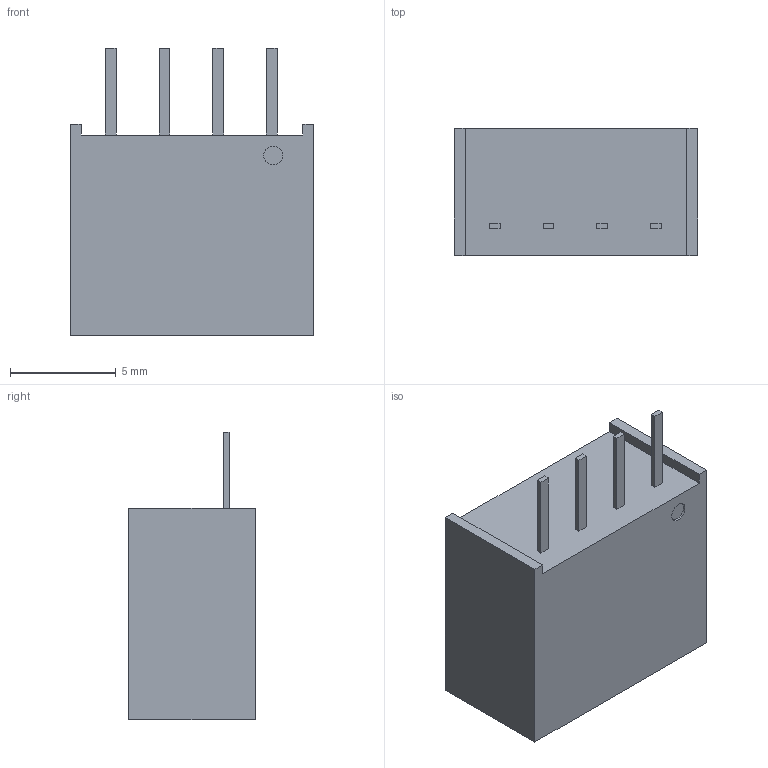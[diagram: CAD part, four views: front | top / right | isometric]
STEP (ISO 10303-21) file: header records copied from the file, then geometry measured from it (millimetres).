
FILE_DESCRIPTION(('FreeCAD Model'),'2;1');
FILE_NAME( 'RFM-xxxxS.step', '2019-04-04T22:15:57',('kicad StepUp'),('ksu MCAD'), 'Open CASCADE STEP processor 7.2','FreeCAD','Unknown');
FILE_SCHEMA(('AUTOMOTIVE_DESIGN { 1 0 10303 214 1 1 1 1 }'));
Length unit declared in the file: millimetre
Products named in the file (1): Pocket001
Bounding box: 11.5 x 6 x 13.59 mm (x, y, z)
Volume: 660 mm3; surface area: 508.6 mm2
Topology: 1 solids, 1 shells, 32 faces, 75 edges, 50 vertices
Faces by surface type: plane 31, cylinder 1
Full cylindrical faces by diameter (mm): 0.895 x1
Entity records: 922 total; most frequent: CARTESIAN_POINT 158, ORIENTED_EDGE 150, DIRECTION 143, EDGE_CURVE 75, LINE 73, VECTOR 73, VERTEX_POINT 50, FACE_BOUND 37
